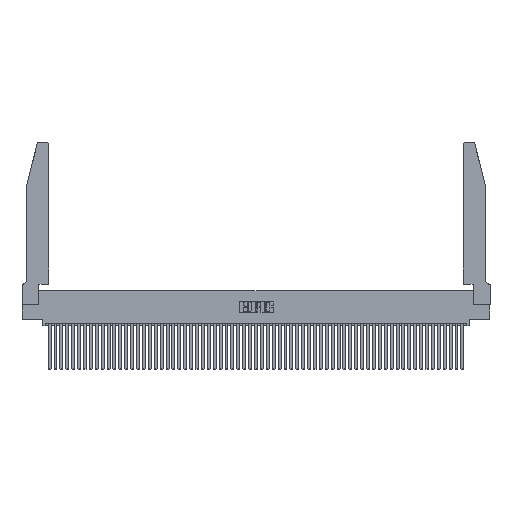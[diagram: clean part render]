
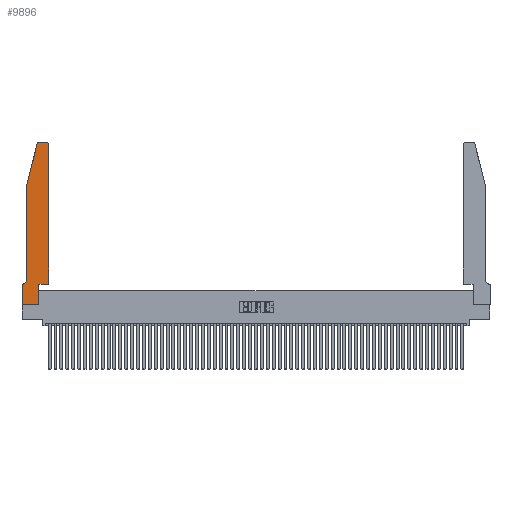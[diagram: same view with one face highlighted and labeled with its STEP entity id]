
A CAD part, top view. The second image highlights one B-rep face of the part: STEP entity #9896.
In plain terms, the highlighted planar face has unit normal (0, 0, 1).
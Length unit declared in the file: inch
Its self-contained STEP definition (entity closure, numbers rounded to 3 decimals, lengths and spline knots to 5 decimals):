
#1232 = DIRECTION ( 'NONE',  ( -1., 0., 0. ) ) ;
#1484 = ORIENTED_EDGE ( 'NONE', *, *, #51366, .T. ) ;
#1515 = PLANE ( 'NONE',  #45034 ) ;
#2772 = EDGE_CURVE ( 'NONE', #42592, #24079, #3707, .T. ) ;
#2815 = ORIENTED_EDGE ( 'NONE', *, *, #21139, .T. ) ;
#2952 = CARTESIAN_POINT ( 'NONE',  ( 0.0055, 0.42, 0.37 ) ) ;
#3352 = LINE ( 'NONE', #44392, #48388 ) ;
#3406 = LINE ( 'NONE', #45000, #15142 ) ;
#3707 = LINE ( 'NONE', #6495, #48760 ) ;
#4539 = AXIS2_PLACEMENT_3D ( 'NONE', #2952, #33639, #7424 ) ;
#4704 = CIRCLE ( 'NONE', #4539, 0.07 ) ;
#5047 = VERTEX_POINT ( 'NONE', #40713 ) ;
#5389 = CARTESIAN_POINT ( 'NONE',  ( 0., 0., 0.37 ) ) ;
#6400 = CARTESIAN_POINT ( 'NONE',  ( 0.2865, 0.35, 0.37 ) ) ;
#6495 = CARTESIAN_POINT ( 'NONE',  ( 0.0755, 2., 0.37 ) ) ;
#6694 = EDGE_CURVE ( 'NONE', #24079, #26551, #32167, .T. ) ;
#7424 = DIRECTION ( 'NONE',  ( -1., 0., 0. ) ) ;
#8285 = CARTESIAN_POINT ( 'NONE',  ( 0.4505, 0.35, 0.37 ) ) ;
#9694 = DIRECTION ( 'NONE',  ( 0., 0., 1. ) ) ;
#9773 = EDGE_CURVE ( 'NONE', #22029, #42592, #54974, .T. ) ;
#9896 = ADVANCED_FACE ( 'NONE', ( #36690 ), #1515, .T. ) ;
#10451 = DIRECTION ( 'NONE',  ( 1., 0., 0. ) ) ;
#11259 = EDGE_LOOP ( 'NONE', ( #50164, #11483, #38794, #21115, #43206, #39163, #23878, #22121, #19380, #1484, #2815, #49187 ) ) ;
#11483 = ORIENTED_EDGE ( 'NONE', *, *, #9773, .T. ) ;
#11581 = CARTESIAN_POINT ( 'NONE',  ( 0.0055, 0.35, 0.37 ) ) ;
#13599 = DIRECTION ( 'NONE',  ( 0., -1., 0. ) ) ;
#14020 = CARTESIAN_POINT ( 'NONE',  ( 0., 0., 0.37 ) ) ;
#14333 = EDGE_CURVE ( 'NONE', #26551, #30990, #4704, .T. ) ;
#14478 = CARTESIAN_POINT ( 'NONE',  ( 0.0755, 0.35, 0.37 ) ) ;
#14846 = VECTOR ( 'NONE', #40083, 39.37008 ) ;
#15142 = VECTOR ( 'NONE', #1232, 39.37008 ) ;
#15162 = CARTESIAN_POINT ( 'NONE',  ( 0.2865, 0., 0.37 ) ) ;
#16673 = EDGE_CURVE ( 'NONE', #5047, #35179, #23731, .T. ) ;
#17814 = CARTESIAN_POINT ( 'NONE',  ( 0.0755, 2., 0.37 ) ) ;
#18692 = AXIS2_PLACEMENT_3D ( 'NONE', #52002, #26089, #56379 ) ;
#18825 = VERTEX_POINT ( 'NONE', #44038 ) ;
#19095 = CARTESIAN_POINT ( 'NONE',  ( 0., 0.35, 0.37 ) ) ;
#19380 = ORIENTED_EDGE ( 'NONE', *, *, #34708, .T. ) ;
#20003 = CARTESIAN_POINT ( 'NONE',  ( 0.4505, 0.35, 0.37 ) ) ;
#20042 = VECTOR ( 'NONE', #40532, 39.37008 ) ;
#20120 = DIRECTION ( 'NONE',  ( 0., 1., 0. ) ) ;
#21115 = ORIENTED_EDGE ( 'NONE', *, *, #6694, .T. ) ;
#21139 = EDGE_CURVE ( 'NONE', #46710, #5047, #54223, .T. ) ;
#22029 = VERTEX_POINT ( 'NONE', #53287 ) ;
#22121 = ORIENTED_EDGE ( 'NONE', *, *, #30774, .T. ) ;
#23494 = DIRECTION ( 'NONE',  ( 0., 0., 1. ) ) ;
#23731 = CIRCLE ( 'NONE', #18692, 0.03 ) ;
#23878 = ORIENTED_EDGE ( 'NONE', *, *, #31402, .T. ) ;
#24079 = VERTEX_POINT ( 'NONE', #54419 ) ;
#24385 = DIRECTION ( 'NONE',  ( 1., 0., 0. ) ) ;
#26089 = DIRECTION ( 'NONE',  ( 0., 0., 1. ) ) ;
#26551 = VERTEX_POINT ( 'NONE', #37010 ) ;
#27600 = EDGE_CURVE ( 'NONE', #30990, #50435, #31593, .T. ) ;
#28666 = CARTESIAN_POINT ( 'NONE',  ( 0.4505, 0.35, 0.37 ) ) ;
#29438 = VECTOR ( 'NONE', #13599, 39.37008 ) ;
#29836 = VECTOR ( 'NONE', #20120, 39.37008 ) ;
#30774 = EDGE_CURVE ( 'NONE', #18825, #49153, #46198, .T. ) ;
#30990 = VERTEX_POINT ( 'NONE', #11581 ) ;
#31402 = EDGE_CURVE ( 'NONE', #50435, #18825, #38040, .T. ) ;
#31532 = DIRECTION ( 'NONE',  ( 0., 1., 0. ) ) ;
#31593 = LINE ( 'NONE', #14478, #20042 ) ;
#32167 = LINE ( 'NONE', #17814, #29438 ) ;
#33372 = VECTOR ( 'NONE', #49032, 39.37008 ) ;
#33639 = DIRECTION ( 'NONE',  ( 0., 0., -1. ) ) ;
#34261 = EDGE_CURVE ( 'NONE', #35179, #22029, #3406, .T. ) ;
#34708 = EDGE_CURVE ( 'NONE', #49153, #38301, #3352, .T. ) ;
#35179 = VERTEX_POINT ( 'NONE', #47367 ) ;
#35857 = CARTESIAN_POINT ( 'NONE',  ( 0.284, 2.72, 0.37 ) ) ;
#36690 = FACE_OUTER_BOUND ( 'NONE', #11259, .T. ) ;
#37010 = CARTESIAN_POINT ( 'NONE',  ( 0.0755, 0.42, 0.37 ) ) ;
#38040 = LINE ( 'NONE', #14020, #14846 ) ;
#38211 = VECTOR ( 'NONE', #24385, 39.37008 ) ;
#38301 = VERTEX_POINT ( 'NONE', #6400 ) ;
#38794 = ORIENTED_EDGE ( 'NONE', *, *, #2772, .T. ) ;
#39163 = ORIENTED_EDGE ( 'NONE', *, *, #27600, .T. ) ;
#39533 = LINE ( 'NONE', #20003, #38211 ) ;
#40083 = DIRECTION ( 'NONE',  ( 0., -1., 0. ) ) ;
#40184 = DIRECTION ( 'NONE',  ( 1., 0., 0. ) ) ;
#40335 = CARTESIAN_POINT ( 'NONE',  ( 0.25487, 2.72718, 0.37 ) ) ;
#40532 = DIRECTION ( 'NONE',  ( -1., 0., 0. ) ) ;
#40713 = CARTESIAN_POINT ( 'NONE',  ( 0.4505, 2.72, 0.37 ) ) ;
#42592 = VERTEX_POINT ( 'NONE', #40335 ) ;
#43206 = ORIENTED_EDGE ( 'NONE', *, *, #14333, .T. ) ;
#44038 = CARTESIAN_POINT ( 'NONE',  ( 0., 0., 0.37 ) ) ;
#44392 = CARTESIAN_POINT ( 'NONE',  ( 0.2865, 0.35, 0.37 ) ) ;
#45000 = CARTESIAN_POINT ( 'NONE',  ( 0.2605, 2.75, 0.37 ) ) ;
#45034 = AXIS2_PLACEMENT_3D ( 'NONE', #19095, #23494, #10451 ) ;
#45754 = DIRECTION ( 'NONE',  ( -0.239, -0.971, 0. ) ) ;
#46198 = LINE ( 'NONE', #5389, #33372 ) ;
#46710 = VERTEX_POINT ( 'NONE', #8285 ) ;
#47367 = CARTESIAN_POINT ( 'NONE',  ( 0.4205, 2.75, 0.37 ) ) ;
#48388 = VECTOR ( 'NONE', #31532, 39.37008 ) ;
#48760 = VECTOR ( 'NONE', #45754, 39.37008 ) ;
#49032 = DIRECTION ( 'NONE',  ( 1., 0., 0. ) ) ;
#49153 = VERTEX_POINT ( 'NONE', #15162 ) ;
#49187 = ORIENTED_EDGE ( 'NONE', *, *, #16673, .T. ) ;
#50164 = ORIENTED_EDGE ( 'NONE', *, *, #34261, .T. ) ;
#50435 = VERTEX_POINT ( 'NONE', #55864 ) ;
#51366 = EDGE_CURVE ( 'NONE', #38301, #46710, #39533, .T. ) ;
#52002 = CARTESIAN_POINT ( 'NONE',  ( 0.4205, 2.72, 0.37 ) ) ;
#53287 = CARTESIAN_POINT ( 'NONE',  ( 0.284, 2.75, 0.37 ) ) ;
#54223 = LINE ( 'NONE', #28666, #29836 ) ;
#54419 = CARTESIAN_POINT ( 'NONE',  ( 0.0755, 2., 0.37 ) ) ;
#54806 = AXIS2_PLACEMENT_3D ( 'NONE', #35857, #9694, #40184 ) ;
#54974 = CIRCLE ( 'NONE', #54806, 0.03 ) ;
#55864 = CARTESIAN_POINT ( 'NONE',  ( 0., 0.35, 0.37 ) ) ;
#56379 = DIRECTION ( 'NONE',  ( 1., 0., 0. ) ) ;
